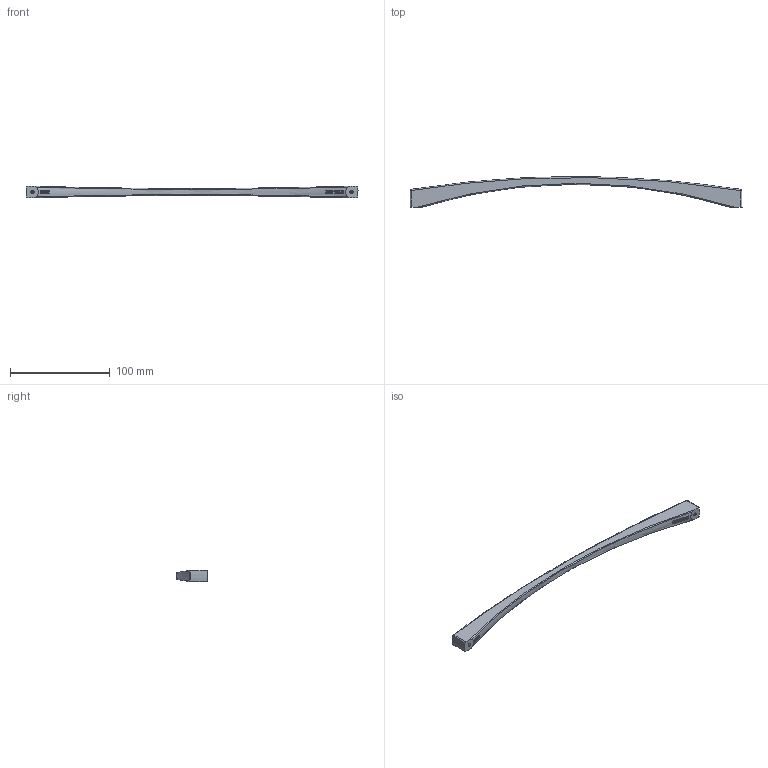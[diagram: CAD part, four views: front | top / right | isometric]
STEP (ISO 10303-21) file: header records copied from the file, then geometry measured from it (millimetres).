
FILE_DESCRIPTION(('Creo Elements/Direct Modeling STEP Export'),'2;1');
FILE_NAME('2198-333.stp','2022-05-31T11:25:56',(''),(''),'Creo Elements/Direct Modeling STEP processor for AP214 (Solid Model)','Creo Elements/Direct Modeling 20.0 12-Nov-2016 (C) Parametric Technology GmbH','');
FILE_SCHEMA(('AUTOMOTIVE_DESIGN { 1 0 10303 214 1 1 1 1 }'));
Length unit declared in the file: millimetre
Products named in the file (1): 2198_333
Bounding box: 332.92 x 30.87 x 11.95 mm (x, y, z)
Volume: 36628.2 mm3; surface area: 13958.5 mm2
Topology: 1 solids, 1 shells, 682 faces, 1964 edges, 1301 vertices
Faces by surface type: plane 615, cylinder 27, bspline 22, torus 14, cone 4
Entity records: 30840 total; most frequent: CARTESIAN_POINT 13148, ORIENTED_EDGE 3916, DIRECTION 3247, EDGE_CURVE 1958, VERTEX_POINT 1301, AXIS2_PLACEMENT_3D 1273, EDGE_LOOP 705, VECTOR 701
